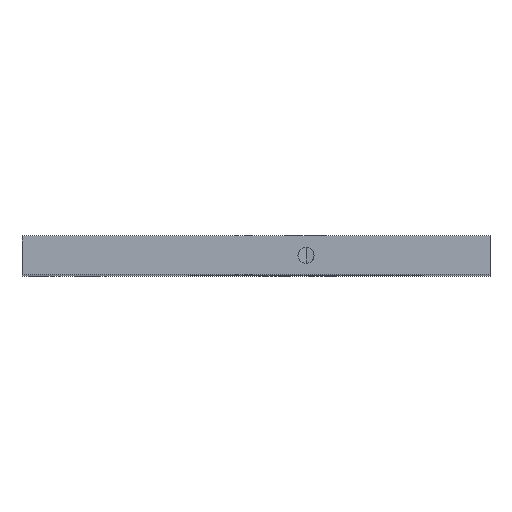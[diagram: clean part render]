
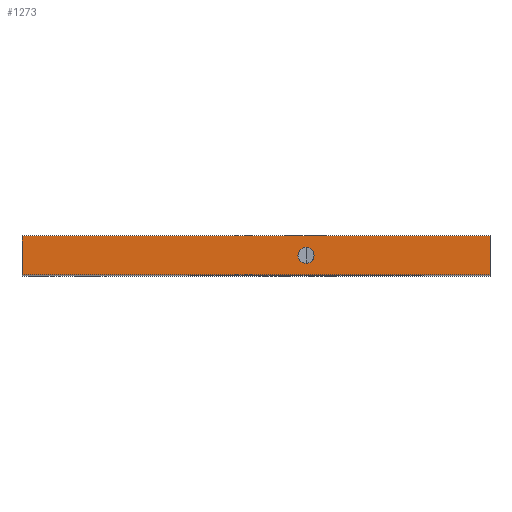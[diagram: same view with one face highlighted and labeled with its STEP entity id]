
A CAD part, top view. The second image highlights one B-rep face of the part: STEP entity #1273.
In plain terms, the highlighted planar face has unit normal (0, 0, 1).
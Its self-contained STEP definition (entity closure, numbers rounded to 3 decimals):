
#72 = CARTESIAN_POINT ( 'NONE',  ( 185., 12.7, 0. ) ) ;
#155 = ORIENTED_EDGE ( 'NONE', *, *, #314, .F. ) ;
#156 = ORIENTED_EDGE ( 'NONE', *, *, #725, .F. ) ;
#157 = ORIENTED_EDGE ( 'NONE', *, *, #1589, .T. ) ;
#158 = ORIENTED_EDGE ( 'NONE', *, *, #755, .F. ) ;
#159 = ORIENTED_EDGE ( 'NONE', *, *, #317, .F. ) ;
#221 = ORIENTED_EDGE ( 'NONE', *, *, #1328, .T. ) ;
#314 = EDGE_CURVE ( 'NONE', #1634, #1633, #703, .T. ) ;
#317 = EDGE_CURVE ( 'NONE', #357, #360, #697, .T. ) ;
#356 = VERTEX_POINT ( 'NONE', #1400 ) ;
#357 = VERTEX_POINT ( 'NONE', #1393 ) ;
#359 = VERTEX_POINT ( 'NONE', #1391 ) ;
#360 = VERTEX_POINT ( 'NONE', #1403 ) ;
#455 = CARTESIAN_POINT ( 'NONE',  ( 304.8, 25.4, 0. ) ) ;
#458 = DIRECTION ( 'NONE',  ( 0., -1., 0. ) ) ;
#519 = DIRECTION ( 'NONE',  ( 0., 0., 1. ) ) ;
#529 = DIRECTION ( 'NONE',  ( 1., 0., 0. ) ) ;
#587 = CIRCLE ( 'NONE', #1362, 5.25 ) ;
#697 = LINE ( 'NONE', #1388, #706 ) ;
#703 = CIRCLE ( 'NONE', #1336, 5.25 ) ;
#706 = VECTOR ( 'NONE', #1390, 1000. ) ;
#725 = EDGE_CURVE ( 'NONE', #1633, #1634, #587, .T. ) ;
#755 = EDGE_CURVE ( 'NONE', #360, #359, #1611, .T. ) ;
#778 = CARTESIAN_POINT ( 'NONE',  ( 0., 25.4, 0. ) ) ;
#779 = PLANE ( 'NONE',  #1436 ) ;
#781 = DIRECTION ( 'NONE',  ( 0., 0., -1. ) ) ;
#782 = DIRECTION ( 'NONE',  ( -1., 0., 0. ) ) ;
#954 = CARTESIAN_POINT ( 'NONE',  ( 0., 25.4, 0. ) ) ;
#955 = DIRECTION ( 'NONE',  ( 0., -1., 0. ) ) ;
#978 = CARTESIAN_POINT ( 'NONE',  ( 0., 0., 0. ) ) ;
#979 = DIRECTION ( 'NONE',  ( 1., 0., 0. ) ) ;
#1018 = CARTESIAN_POINT ( 'NONE',  ( 179.75, 12.7, 0. ) ) ;
#1019 = CARTESIAN_POINT ( 'NONE',  ( 190.25, 12.7, 0. ) ) ;
#1163 = VECTOR ( 'NONE', #979, 1000. ) ;
#1164 = LINE ( 'NONE', #978, #1163 ) ;
#1202 = VECTOR ( 'NONE', #955, 1000. ) ;
#1203 = LINE ( 'NONE', #954, #1202 ) ;
#1273 = ADVANCED_FACE ( 'NONE', ( #1676, #1708 ), #779, .F. ) ;
#1328 = EDGE_CURVE ( 'NONE', #357, #356, #1203, .T. ) ;
#1336 = AXIS2_PLACEMENT_3D ( 'NONE', #1404, #1378, #1405 ) ;
#1362 = AXIS2_PLACEMENT_3D ( 'NONE', #72, #519, #529 ) ;
#1378 = DIRECTION ( 'NONE',  ( 0., 0., 1. ) ) ;
#1388 = CARTESIAN_POINT ( 'NONE',  ( 0., 25.4, 0. ) ) ;
#1390 = DIRECTION ( 'NONE',  ( 1., 0., 0. ) ) ;
#1391 = CARTESIAN_POINT ( 'NONE',  ( 304.8, 0., 0. ) ) ;
#1393 = CARTESIAN_POINT ( 'NONE',  ( 0., 25.4, 0. ) ) ;
#1400 = CARTESIAN_POINT ( 'NONE',  ( 0., 0., 0. ) ) ;
#1403 = CARTESIAN_POINT ( 'NONE',  ( 304.8, 25.4, 0. ) ) ;
#1404 = CARTESIAN_POINT ( 'NONE',  ( 185., 12.7, 0. ) ) ;
#1405 = DIRECTION ( 'NONE',  ( 1., 0., 0. ) ) ;
#1436 = AXIS2_PLACEMENT_3D ( 'NONE', #778, #781, #782 ) ;
#1516 = EDGE_LOOP ( 'NONE', ( #155, #156 ) ) ;
#1526 = EDGE_LOOP ( 'NONE', ( #157, #158, #159, #221 ) ) ;
#1589 = EDGE_CURVE ( 'NONE', #356, #359, #1164, .T. ) ;
#1611 = LINE ( 'NONE', #455, #1613 ) ;
#1613 = VECTOR ( 'NONE', #458, 1000. ) ;
#1633 = VERTEX_POINT ( 'NONE', #1018 ) ;
#1634 = VERTEX_POINT ( 'NONE', #1019 ) ;
#1676 = FACE_BOUND ( 'NONE', #1516, .T. ) ;
#1708 = FACE_OUTER_BOUND ( 'NONE', #1526, .T. ) ;
